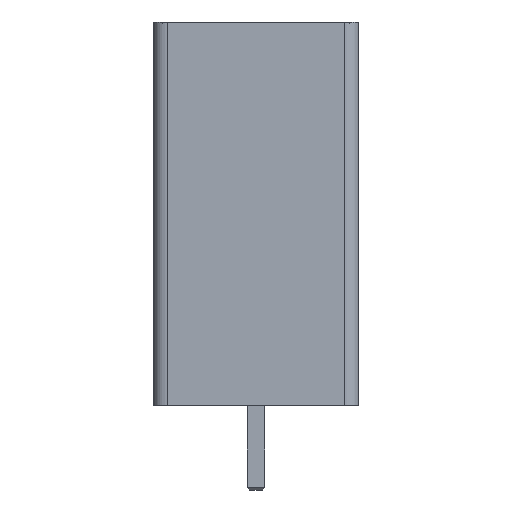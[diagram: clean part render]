
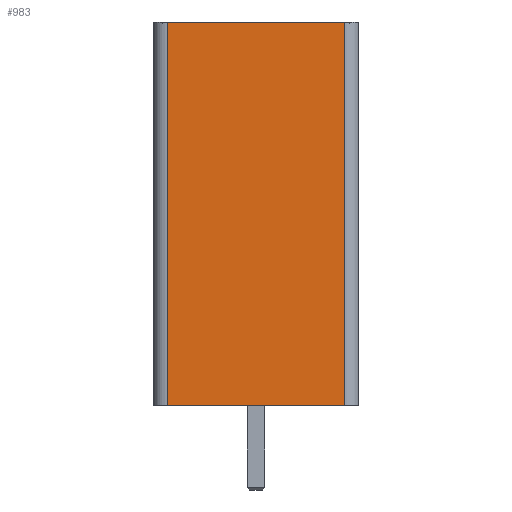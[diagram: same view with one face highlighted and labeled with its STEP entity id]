
A CAD part, left-side view. The second image highlights one B-rep face of the part: STEP entity #983.
In plain terms, the highlighted planar face has unit normal (-1, 0, 0).
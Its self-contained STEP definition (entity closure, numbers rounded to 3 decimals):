
#13=DIRECTION('',(0.,0.,1.));
#30=DIRECTION('',(1.,0.,0.));
#32=PLANE('',#33);
#33=AXIS2_PLACEMENT_3D('',#34,#13,#30);
#34=CARTESIAN_POINT('',(-3.6,-3.75,14.));
#38=VECTOR('',#39,1.);
#39=DIRECTION('',(1.,0.));
#40=( GEOMETRIC_REPRESENTATION_CONTEXT(2) PARAMETRIC_REPRESENTATION_CONTEXT() REPRESENTATION_CONTEXT('2D SPACE','') );
#45=DIRECTION('',(0.,1.,0.));
#48=CARTESIAN_POINT('',(14.,0.));
#49=VECTOR('',#50,1.);
#50=DIRECTION('',(0.,1.));
#53=VERTEX_POINT('',#54);
#54=CARTESIAN_POINT('',(-3.6,3.25,14.));
#66=DIRECTION('',(0.,-1.));
#68=CYLINDRICAL_SURFACE('',#69,0.5);
#69=AXIS2_PLACEMENT_3D('',#70,#13,#45);
#70=CARTESIAN_POINT('',(-3.1,3.25,0.));
#74=ORIENTED_EDGE('',*,*,#75,.F.);
#75=EDGE_CURVE('',#76,#53,#78,.T.);
#76=VERTEX_POINT('',#77);
#77=CARTESIAN_POINT('',(-3.6,-3.25,14.));
#78=SURFACE_CURVE('',#79,(#81,#85),.PCURVE_S1.);
#79=LINE('',#34,#80);
#80=VECTOR('',#45,1.);
#81=PCURVE('',#32,#82);
#82=DEFINITIONAL_REPRESENTATION('',(#83),#40);
#83=LINE('',#84,#49);
#84=CARTESIAN_POINT('',(0.,0.));
#85=PCURVE('',#86,#89);
#86=PLANE('',#87);
#87=AXIS2_PLACEMENT_3D('',#88,#30,#13);
#88=CARTESIAN_POINT('',(-3.6,-3.75,0.));
#89=DEFINITIONAL_REPRESENTATION('',(#90),#40);
#90=LINE('',#48,#91);
#91=VECTOR('',#66,1.);
#106=CYLINDRICAL_SURFACE('',#107,0.5);
#107=AXIS2_PLACEMENT_3D('',#108,#13,#109);
#108=CARTESIAN_POINT('',(-3.1,-3.25,0.));
#109=DIRECTION('',(-1.,0.,0.));
#227=PLANE('',#228);
#228=AXIS2_PLACEMENT_3D('',#88,#13,#30);
#233=VECTOR('',#13,1.);
#707=DEFINITIONAL_REPRESENTATION('',(#708),#40);
#708=LINE('',#84,#91);
#954=DEFINITIONAL_REPRESENTATION('',(#955),#40);
#955=LINE('',#956,#49);
#956=CARTESIAN_POINT('',(1.571,0.));
#963=VERTEX_POINT('',#964);
#964=CARTESIAN_POINT('',(-3.6,-3.25,0.));
#974=ORIENTED_EDGE('',*,*,#975,.F.);
#975=EDGE_CURVE('',#963,#76,#976,.T.);
#976=SURFACE_CURVE('',#977,(#978,#979),.PCURVE_S1.);
#977=LINE('',#964,#233);
#978=PCURVE('',#106,#82);
#979=PCURVE('',#86,#980);
#980=DEFINITIONAL_REPRESENTATION('',(#981),#40);
#981=LINE('',#982,#38);
#982=CARTESIAN_POINT('',(0.,-0.5));
#983=ADVANCED_FACE('',(#984),#86,.F.);
#984=FACE_BOUND('',#985,.F.);
#985=EDGE_LOOP('',(#74,#974,#986,#994));
#986=ORIENTED_EDGE('',*,*,#987,.T.);
#987=EDGE_CURVE('',#963,#988,#990,.T.);
#988=VERTEX_POINT('',#989);
#989=CARTESIAN_POINT('',(-3.6,3.25,0.));
#990=SURFACE_CURVE('',#991,(#992,#993),.PCURVE_S1.);
#991=LINE('',#88,#80);
#992=PCURVE('',#86,#707);
#993=PCURVE('',#227,#82);
#994=ORIENTED_EDGE('',*,*,#995,.T.);
#995=EDGE_CURVE('',#988,#53,#996,.T.);
#996=SURFACE_CURVE('',#997,(#998,#1002),.PCURVE_S1.);
#997=LINE('',#989,#233);
#998=PCURVE('',#86,#999);
#999=DEFINITIONAL_REPRESENTATION('',(#1000),#40);
#1000=LINE('',#1001,#38);
#1001=CARTESIAN_POINT('',(0.,-7.));
#1002=PCURVE('',#68,#954);
